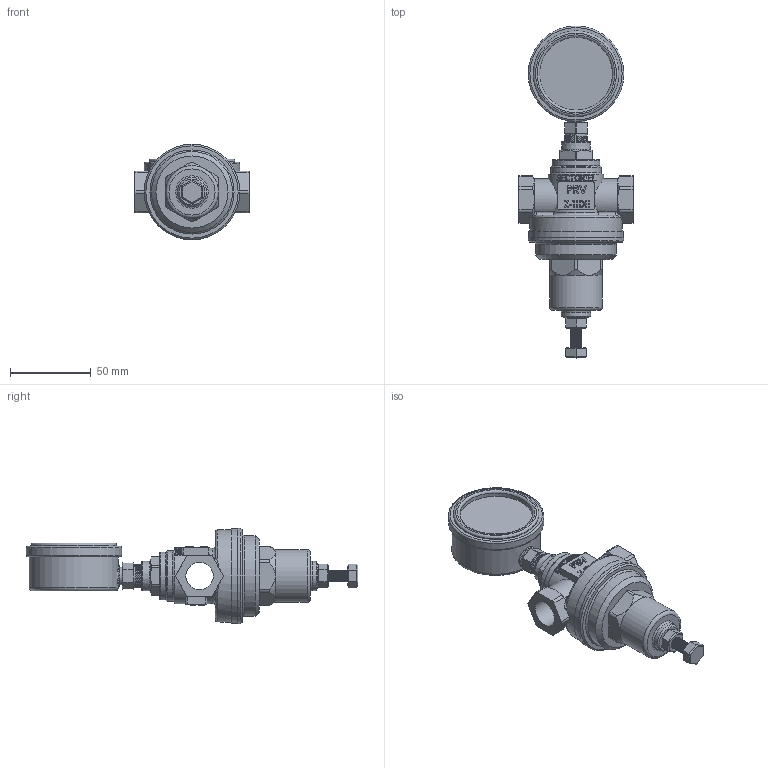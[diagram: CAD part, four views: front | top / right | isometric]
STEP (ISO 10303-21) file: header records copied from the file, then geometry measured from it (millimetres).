
FILE_DESCRIPTION(/* description */ (''),/* implementation_level */ '2;1');
FILE_NAME(/* name */ 'RET15-S-Gaz.stp',/* time_stamp */ '2014-07-16T10:09:23+02:00',/* author */ ('fballet'),/* organization */ (''),/* preprocessor_version */ 'ST-DEVELOPER v15.2',/* originating_system */ 'Autodesk Inventor 2014',/* authorisation */ '');
FILE_SCHEMA (('AUTOMOTIVE_DESIGN { 1 0 10303 214 3 1 1 }'));
Length unit declared in the file: centimetre
Products named in the file (1): RET15-S
Bounding box: 70.5 x 205.04 x 59 mm (x, y, z)
Volume: 128664.5 mm3; surface area: 58709.3 mm2
Topology: 6 solids, 8 shells, 566 faces, 1648 edges, 1133 vertices
Faces by surface type: plane 304, cylinder 115, bspline 95, cone 26, torus 14, sphere 12
Full cylindrical faces by diameter (mm): 2.7 x3, 8 x1, 11 x1, 11.048 x1, 11.378 x1, 13.952 x9, 17 x3, 18 x1, 26 x1, 26.5 x1, 27 x1, 29.6 x1, 30 x1, 31.1 x1, 32.5 x1, 34.1 x1, 43 x1, 45 x2, 48.5 x1, 50 x2, 53 x1, 55 x1, 55.031 x1, 57 x1, 58.5 x1, 59 x2
Entity records: 27385 total; most frequent: CARTESIAN_POINT 13517, ORIENTED_EDGE 3106, DIRECTION 2226, EDGE_CURVE 1553, VERTEX_POINT 1118, AXIS2_PLACEMENT_3D 743, LINE 740, VECTOR 740
